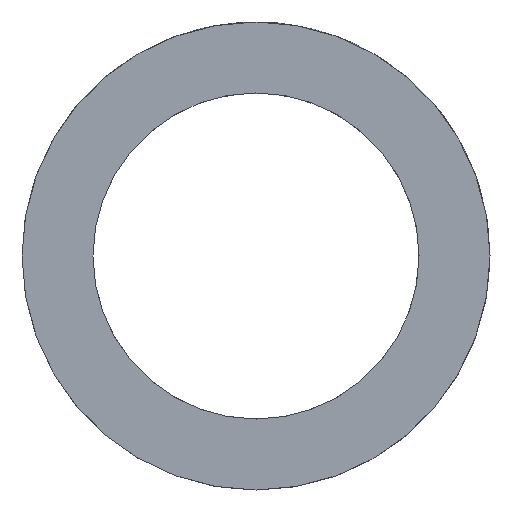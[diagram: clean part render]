
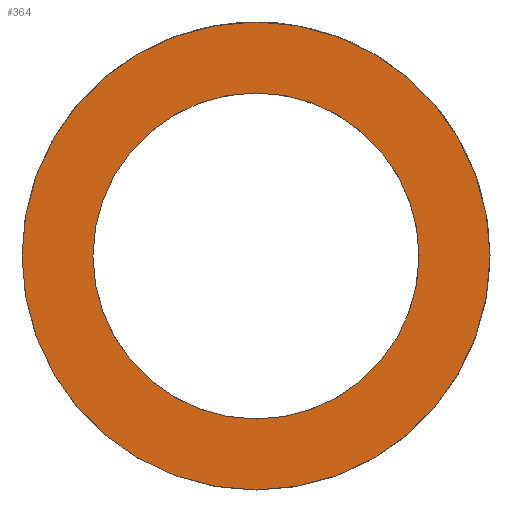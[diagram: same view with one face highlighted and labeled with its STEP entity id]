
A CAD part, left-side view. The second image highlights one B-rep face of the part: STEP entity #364.
In plain terms, the highlighted planar face has unit normal (-1, 0, 0).
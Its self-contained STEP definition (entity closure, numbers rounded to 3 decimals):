
#16=PLANE('',#419);
#42=CIRCLE('',#404,6.1);
#48=CIRCLE('',#416,4.25);
#63=FACE_BOUND('',#128,.T.);
#88=FACE_OUTER_BOUND('',#127,.T.);
#127=EDGE_LOOP('',(#319));
#128=EDGE_LOOP('',(#320));
#170=VERTEX_POINT('',#957);
#176=VERTEX_POINT('',#975);
#218=EDGE_CURVE('',#170,#170,#42,.T.);
#224=EDGE_CURVE('',#176,#176,#48,.T.);
#319=ORIENTED_EDGE('',*,*,#218,.F.);
#320=ORIENTED_EDGE('',*,*,#224,.T.);
#364=ADVANCED_FACE('',(#88,#63),#16,.T.);
#404=AXIS2_PLACEMENT_3D('',#958,#496,#497);
#416=AXIS2_PLACEMENT_3D('',#976,#520,#521);
#419=AXIS2_PLACEMENT_3D('',#979,#526,#527);
#496=DIRECTION('center_axis',(1.,0.,0.));
#497=DIRECTION('ref_axis',(0.,0.,-1.));
#520=DIRECTION('center_axis',(1.,0.,0.));
#521=DIRECTION('ref_axis',(0.,0.,-1.));
#526=DIRECTION('center_axis',(-1.,0.,0.));
#527=DIRECTION('ref_axis',(0.,0.,1.));
#957=CARTESIAN_POINT('',(4.955,6.1,0.));
#958=CARTESIAN_POINT('Origin',(4.955,0.,0.));
#975=CARTESIAN_POINT('',(4.955,4.25,0.));
#976=CARTESIAN_POINT('Origin',(4.955,0.,0.));
#979=CARTESIAN_POINT('Origin',(4.955,6.1,0.));
